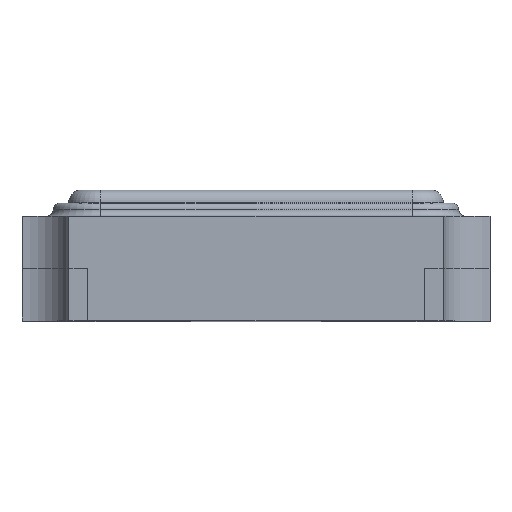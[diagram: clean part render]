
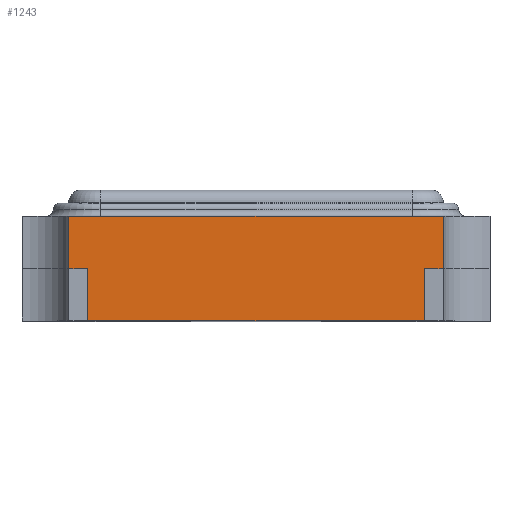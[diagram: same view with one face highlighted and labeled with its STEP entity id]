
A CAD part, top view. The second image highlights one B-rep face of the part: STEP entity #1243.
In plain terms, the highlighted planar face has unit normal (0, 0, 1).
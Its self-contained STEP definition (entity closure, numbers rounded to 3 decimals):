
#3 = LINE ( 'NONE', #1224, #163 ) ;
#53 = CARTESIAN_POINT ( 'NONE',  ( 0.9, 0.28, 1.6 ) ) ;
#68 = CARTESIAN_POINT ( 'NONE',  ( 1., 0.28, 1.6 ) ) ;
#163 = VECTOR ( 'NONE', #1505, 1000. ) ;
#283 = ORIENTED_EDGE ( 'NONE', *, *, #3792, .F. ) ;
#362 = EDGE_CURVE ( 'NONE', #1134, #2220, #1557, .T. ) ;
#602 = VECTOR ( 'NONE', #961, 1000. ) ;
#733 = VERTEX_POINT ( 'NONE', #3621 ) ;
#949 = VECTOR ( 'NONE', #3090, 1000. ) ;
#961 = DIRECTION ( 'NONE',  ( 0., -1., 0. ) ) ;
#986 = EDGE_CURVE ( 'NONE', #1072, #1231, #1940, .T. ) ;
#994 = DIRECTION ( 'NONE',  ( 0., 0., -1. ) ) ;
#1072 = VERTEX_POINT ( 'NONE', #3814 ) ;
#1114 = EDGE_CURVE ( 'NONE', #1345, #1134, #1529, .T. ) ;
#1129 = ORIENTED_EDGE ( 'NONE', *, *, #986, .T. ) ;
#1134 = VERTEX_POINT ( 'NONE', #53 ) ;
#1174 = EDGE_CURVE ( 'NONE', #1340, #2285, #2114, .T. ) ;
#1204 = ORIENTED_EDGE ( 'NONE', *, *, #3552, .F. ) ;
#1218 = VECTOR ( 'NONE', #3873, 1000. ) ;
#1224 = CARTESIAN_POINT ( 'NONE',  ( -1.25, 0., 1.6 ) ) ;
#1231 = VERTEX_POINT ( 'NONE', #3553 ) ;
#1243 = ADVANCED_FACE ( 'NONE', ( #2520 ), #2157, .F. ) ;
#1245 = CARTESIAN_POINT ( 'NONE',  ( -1., 0.28, 1.6 ) ) ;
#1340 = VERTEX_POINT ( 'NONE', #2761 ) ;
#1345 = VERTEX_POINT ( 'NONE', #68 ) ;
#1378 = CARTESIAN_POINT ( 'NONE',  ( 0.9, 0., 1.6 ) ) ;
#1505 = DIRECTION ( 'NONE',  ( 1., 0., 0. ) ) ;
#1529 = LINE ( 'NONE', #1801, #2619 ) ;
#1557 = LINE ( 'NONE', #2766, #1703 ) ;
#1692 = DIRECTION ( 'NONE',  ( 0., -1., 0. ) ) ;
#1703 = VECTOR ( 'NONE', #2463, 1000. ) ;
#1765 = CARTESIAN_POINT ( 'NONE',  ( -1.25, 0.56, 1.6 ) ) ;
#1801 = CARTESIAN_POINT ( 'NONE',  ( 1., 0.28, 1.6 ) ) ;
#1860 = ORIENTED_EDGE ( 'NONE', *, *, #362, .F. ) ;
#1874 = EDGE_CURVE ( 'NONE', #1231, #2220, #3, .T. ) ;
#1940 = LINE ( 'NONE', #2884, #3421 ) ;
#1961 = ORIENTED_EDGE ( 'NONE', *, *, #1874, .T. ) ;
#2114 = LINE ( 'NONE', #1765, #1218 ) ;
#2157 = PLANE ( 'NONE',  #3495 ) ;
#2220 = VERTEX_POINT ( 'NONE', #1378 ) ;
#2240 = EDGE_CURVE ( 'NONE', #1072, #733, #2456, .T. ) ;
#2257 = ORIENTED_EDGE ( 'NONE', *, *, #2240, .F. ) ;
#2285 = VERTEX_POINT ( 'NONE', #3053 ) ;
#2294 = CARTESIAN_POINT ( 'NONE',  ( -1., 0.56, 1.6 ) ) ;
#2348 = LINE ( 'NONE', #2294, #2547 ) ;
#2372 = ORIENTED_EDGE ( 'NONE', *, *, #1174, .F. ) ;
#2456 = LINE ( 'NONE', #1245, #949 ) ;
#2460 = LINE ( 'NONE', #3672, #602 ) ;
#2463 = DIRECTION ( 'NONE',  ( 0., -1., 0. ) ) ;
#2520 = FACE_OUTER_BOUND ( 'NONE', #3276, .T. ) ;
#2547 = VECTOR ( 'NONE', #2976, 1000. ) ;
#2619 = VECTOR ( 'NONE', #3028, 1000. ) ;
#2761 = CARTESIAN_POINT ( 'NONE',  ( -1., 0.56, 1.6 ) ) ;
#2766 = CARTESIAN_POINT ( 'NONE',  ( 0.9, 1.625, 1.6 ) ) ;
#2884 = CARTESIAN_POINT ( 'NONE',  ( -0.9, 1.625, 1.6 ) ) ;
#2976 = DIRECTION ( 'NONE',  ( 0., 1., 0. ) ) ;
#3028 = DIRECTION ( 'NONE',  ( -1., 0., 0. ) ) ;
#3053 = CARTESIAN_POINT ( 'NONE',  ( 1., 0.56, 1.6 ) ) ;
#3090 = DIRECTION ( 'NONE',  ( -1., 0., 0. ) ) ;
#3276 = EDGE_LOOP ( 'NONE', ( #1204, #2257, #1129, #1961, #1860, #3329, #283, #2372 ) ) ;
#3329 = ORIENTED_EDGE ( 'NONE', *, *, #1114, .F. ) ;
#3421 = VECTOR ( 'NONE', #1692, 1000. ) ;
#3495 = AXIS2_PLACEMENT_3D ( 'NONE', #3686, #994, #3648 ) ;
#3552 = EDGE_CURVE ( 'NONE', #733, #1340, #2348, .T. ) ;
#3553 = CARTESIAN_POINT ( 'NONE',  ( -0.9, 0., 1.6 ) ) ;
#3621 = CARTESIAN_POINT ( 'NONE',  ( -1., 0.28, 1.6 ) ) ;
#3648 = DIRECTION ( 'NONE',  ( -1., 0., 0. ) ) ;
#3672 = CARTESIAN_POINT ( 'NONE',  ( 1., 0.56, 1.6 ) ) ;
#3686 = CARTESIAN_POINT ( 'NONE',  ( -1.25, 4.621, 1.6 ) ) ;
#3792 = EDGE_CURVE ( 'NONE', #2285, #1345, #2460, .T. ) ;
#3814 = CARTESIAN_POINT ( 'NONE',  ( -0.9, 0.28, 1.6 ) ) ;
#3873 = DIRECTION ( 'NONE',  ( 1., 0., 0. ) ) ;
